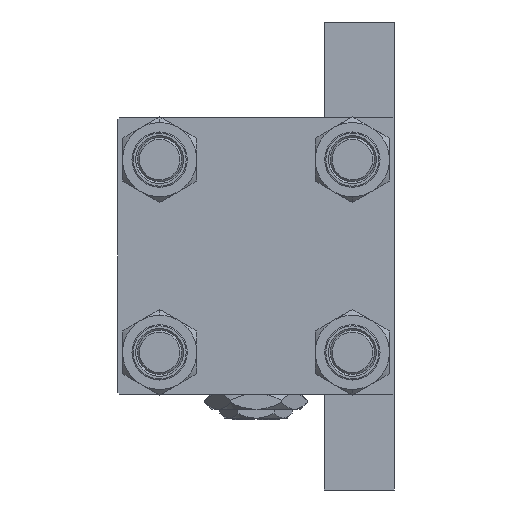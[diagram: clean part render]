
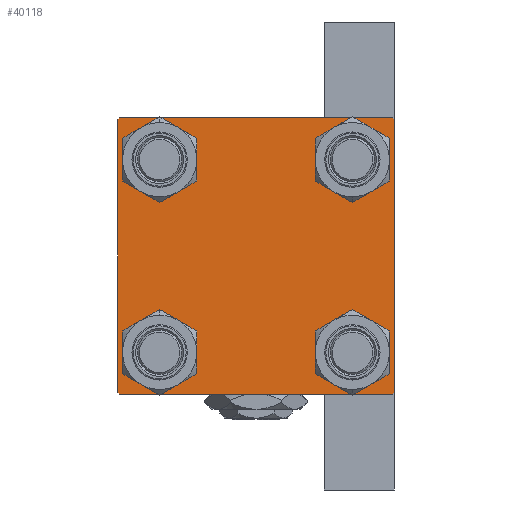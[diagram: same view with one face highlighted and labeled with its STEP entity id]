
A CAD part, left-side view. The second image highlights one B-rep face of the part: STEP entity #40118.
In plain terms, the highlighted planar face has unit normal (-1, 0, 0).
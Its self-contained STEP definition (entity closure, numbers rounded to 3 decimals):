
#133 = EDGE_LOOP ( 'NONE', ( #14227, #3769 ) ) ;
#1105 = CARTESIAN_POINT ( 'NONE',  ( 0., -26.15, -26.15 ) ) ;
#1553 = CIRCLE ( 'NONE', #7985, 6.5 ) ;
#2903 = DIRECTION ( 'NONE',  ( 0., 0., 1. ) ) ;
#3010 = DIRECTION ( 'NONE',  ( 0., 0., 1. ) ) ;
#3244 = LINE ( 'NONE', #14761, #35429 ) ;
#3769 = ORIENTED_EDGE ( 'NONE', *, *, #9227, .T. ) ;
#3985 = DIRECTION ( 'NONE',  ( 0., 0.707, 0.707 ) ) ;
#4611 = DIRECTION ( 'NONE',  ( 0., 0., 1. ) ) ;
#4689 = DIRECTION ( 'NONE',  ( 0., 0., -1. ) ) ;
#4877 = DIRECTION ( 'NONE',  ( 1., 0., 0. ) ) ;
#4932 = CARTESIAN_POINT ( 'NONE',  ( 0., -26.15, 26.15 ) ) ;
#5151 = VERTEX_POINT ( 'NONE', #25900 ) ;
#5178 = DIRECTION ( 'NONE',  ( 0., 0., 1. ) ) ;
#5279 = EDGE_CURVE ( 'NONE', #47856, #47811, #38421, .T. ) ;
#5977 = EDGE_CURVE ( 'NONE', #26714, #5151, #32265, .T. ) ;
#6218 = CARTESIAN_POINT ( 'NONE',  ( 0., 26.15, -26.15 ) ) ;
#6785 = FACE_OUTER_BOUND ( 'NONE', #25578, .T. ) ;
#7258 = DIRECTION ( 'NONE',  ( 0., -0.707, 0.707 ) ) ;
#7325 = VECTOR ( 'NONE', #28274, 1000. ) ;
#7823 = ORIENTED_EDGE ( 'NONE', *, *, #45153, .T. ) ;
#7985 = AXIS2_PLACEMENT_3D ( 'NONE', #33573, #14437, #29816 ) ;
#8053 = EDGE_CURVE ( 'NONE', #47811, #10908, #37405, .T. ) ;
#8386 = EDGE_CURVE ( 'NONE', #26714, #32281, #13151, .T. ) ;
#8510 = LINE ( 'NONE', #38393, #14099 ) ;
#8806 = CARTESIAN_POINT ( 'NONE',  ( 0., -26.15, 32.65 ) ) ;
#9227 = EDGE_CURVE ( 'NONE', #24362, #28282, #23659, .T. ) ;
#10089 = CARTESIAN_POINT ( 'NONE',  ( 0., 37.25, -37.25 ) ) ;
#10230 = EDGE_LOOP ( 'NONE', ( #41836, #18471 ) ) ;
#10534 = FACE_BOUND ( 'NONE', #26226, .T. ) ;
#10908 = VERTEX_POINT ( 'NONE', #15207 ) ;
#11565 = CARTESIAN_POINT ( 'NONE',  ( 0., -37.5, 37. ) ) ;
#11578 = DIRECTION ( 'NONE',  ( 0., 0., 1. ) ) ;
#11734 = LINE ( 'NONE', #10089, #38561 ) ;
#12107 = AXIS2_PLACEMENT_3D ( 'NONE', #14534, #41436, #3010 ) ;
#12557 = ORIENTED_EDGE ( 'NONE', *, *, #17669, .T. ) ;
#12852 = VECTOR ( 'NONE', #46948, 1000. ) ;
#13151 = LINE ( 'NONE', #24750, #7325 ) ;
#13593 = ORIENTED_EDGE ( 'NONE', *, *, #5279, .T. ) ;
#14006 = CARTESIAN_POINT ( 'NONE',  ( 0., 26.15, -32.65 ) ) ;
#14099 = VECTOR ( 'NONE', #3985, 1000. ) ;
#14175 = DIRECTION ( 'NONE',  ( 1., 0., 0. ) ) ;
#14227 = ORIENTED_EDGE ( 'NONE', *, *, #14237, .T. ) ;
#14237 = EDGE_CURVE ( 'NONE', #28282, #24362, #28651, .T. ) ;
#14437 = DIRECTION ( 'NONE',  ( 1., 0., 0. ) ) ;
#14534 = CARTESIAN_POINT ( 'NONE',  ( 0., 0., 0. ) ) ;
#14761 = CARTESIAN_POINT ( 'NONE',  ( 0., -37.5, 37.5 ) ) ;
#15207 = CARTESIAN_POINT ( 'NONE',  ( 0., -37.5, -37. ) ) ;
#15312 = VECTOR ( 'NONE', #7258, 1000. ) ;
#15398 = DIRECTION ( 'NONE',  ( 1., 0., 0. ) ) ;
#15475 = CARTESIAN_POINT ( 'NONE',  ( 0., -26.15, -32.65 ) ) ;
#15917 = VERTEX_POINT ( 'NONE', #38743 ) ;
#16166 = CARTESIAN_POINT ( 'NONE',  ( 0., 26.15, 32.65 ) ) ;
#16240 = VERTEX_POINT ( 'NONE', #46721 ) ;
#17385 = AXIS2_PLACEMENT_3D ( 'NONE', #6218, #40137, #17751 ) ;
#17456 = CARTESIAN_POINT ( 'NONE',  ( 0., -26.15, -19.65 ) ) ;
#17531 = ORIENTED_EDGE ( 'NONE', *, *, #5977, .F. ) ;
#17669 = EDGE_CURVE ( 'NONE', #33324, #5151, #8510, .T. ) ;
#17751 = DIRECTION ( 'NONE',  ( 0., 0., 1. ) ) ;
#18460 = ORIENTED_EDGE ( 'NONE', *, *, #33647, .T. ) ;
#18471 = ORIENTED_EDGE ( 'NONE', *, *, #45303, .T. ) ;
#18691 = CARTESIAN_POINT ( 'NONE',  ( 0., 26.15, -26.15 ) ) ;
#19391 = AXIS2_PLACEMENT_3D ( 'NONE', #39276, #4877, #4611 ) ;
#19805 = VERTEX_POINT ( 'NONE', #49407 ) ;
#21676 = VECTOR ( 'NONE', #4689, 1000. ) ;
#22600 = FACE_BOUND ( 'NONE', #10230, .T. ) ;
#23446 = EDGE_CURVE ( 'NONE', #47961, #19805, #33486, .T. ) ;
#23659 = CIRCLE ( 'NONE', #40498, 6.5 ) ;
#23734 = CARTESIAN_POINT ( 'NONE',  ( 0., -26.15, 19.65 ) ) ;
#23977 = DIRECTION ( 'NONE',  ( 0., -1., 0. ) ) ;
#24362 = VERTEX_POINT ( 'NONE', #15475 ) ;
#24750 = CARTESIAN_POINT ( 'NONE',  ( 0., 37.25, 37.25 ) ) ;
#25437 = DIRECTION ( 'NONE',  ( 0., -0.707, -0.707 ) ) ;
#25578 = EDGE_LOOP ( 'NONE', ( #18460, #44967, #13593, #28989, #44184, #12557, #17531, #38570 ) ) ;
#25810 = CARTESIAN_POINT ( 'NONE',  ( 0., -26.15, 26.15 ) ) ;
#25900 = CARTESIAN_POINT ( 'NONE',  ( 0., -37., 37.5 ) ) ;
#26226 = EDGE_LOOP ( 'NONE', ( #7823, #26389 ) ) ;
#26389 = ORIENTED_EDGE ( 'NONE', *, *, #41153, .T. ) ;
#26394 = AXIS2_PLACEMENT_3D ( 'NONE', #18691, #14175, #2903 ) ;
#26657 = CARTESIAN_POINT ( 'NONE',  ( 0., -37., -37.5 ) ) ;
#26714 = VERTEX_POINT ( 'NONE', #45749 ) ;
#26991 = DIRECTION ( 'NONE',  ( 0., 0., 1. ) ) ;
#27168 = CIRCLE ( 'NONE', #26394, 6.5 ) ;
#28274 = DIRECTION ( 'NONE',  ( 0., 0.707, -0.707 ) ) ;
#28282 = VERTEX_POINT ( 'NONE', #17456 ) ;
#28651 = CIRCLE ( 'NONE', #43880, 6.5 ) ;
#28989 = ORIENTED_EDGE ( 'NONE', *, *, #8053, .T. ) ;
#29162 = FACE_BOUND ( 'NONE', #133, .T. ) ;
#29721 = VECTOR ( 'NONE', #23977, 1000. ) ;
#29816 = DIRECTION ( 'NONE',  ( 0., 0., 1. ) ) ;
#30140 = EDGE_LOOP ( 'NONE', ( #47470, #43352 ) ) ;
#30546 = EDGE_CURVE ( 'NONE', #19805, #47961, #27168, .T. ) ;
#31519 = EDGE_CURVE ( 'NONE', #35876, #15917, #1553, .T. ) ;
#31656 = CARTESIAN_POINT ( 'NONE',  ( 0., 37.5, -37.5 ) ) ;
#32024 = CARTESIAN_POINT ( 'NONE',  ( 0., 37.5, 37.5 ) ) ;
#32265 = LINE ( 'NONE', #32024, #29721 ) ;
#32281 = VERTEX_POINT ( 'NONE', #34145 ) ;
#33095 = DIRECTION ( 'NONE',  ( 0., 0., 1. ) ) ;
#33324 = VERTEX_POINT ( 'NONE', #11565 ) ;
#33486 = CIRCLE ( 'NONE', #17385, 6.5 ) ;
#33573 = CARTESIAN_POINT ( 'NONE',  ( 0., 26.15, 26.15 ) ) ;
#33647 = EDGE_CURVE ( 'NONE', #32281, #16240, #48725, .T. ) ;
#34145 = CARTESIAN_POINT ( 'NONE',  ( 0., 37.5, 37. ) ) ;
#34228 = CARTESIAN_POINT ( 'NONE',  ( 0., -26.15, -26.15 ) ) ;
#35429 = VECTOR ( 'NONE', #45426, 1000. ) ;
#35843 = VERTEX_POINT ( 'NONE', #23734 ) ;
#35876 = VERTEX_POINT ( 'NONE', #16166 ) ;
#36714 = VERTEX_POINT ( 'NONE', #8806 ) ;
#36856 = DIRECTION ( 'NONE',  ( 1., 0., 0. ) ) ;
#37405 = LINE ( 'NONE', #41664, #15312 ) ;
#37427 = PLANE ( 'NONE',  #12107 ) ;
#37703 = CARTESIAN_POINT ( 'NONE',  ( 0., 37., -37.5 ) ) ;
#38393 = CARTESIAN_POINT ( 'NONE',  ( 0., -37.25, 37.25 ) ) ;
#38421 = LINE ( 'NONE', #31656, #12852 ) ;
#38561 = VECTOR ( 'NONE', #25437, 1000. ) ;
#38570 = ORIENTED_EDGE ( 'NONE', *, *, #8386, .T. ) ;
#38608 = CARTESIAN_POINT ( 'NONE',  ( 0., 37.5, 37.5 ) ) ;
#38743 = CARTESIAN_POINT ( 'NONE',  ( 0., 26.15, 19.65 ) ) ;
#39048 = EDGE_CURVE ( 'NONE', #16240, #47856, #11734, .T. ) ;
#39276 = CARTESIAN_POINT ( 'NONE',  ( 0., 26.15, 26.15 ) ) ;
#40118 = ADVANCED_FACE ( 'NONE', ( #10534, #29162, #45200, #22600, #6785 ), #37427, .T. ) ;
#40137 = DIRECTION ( 'NONE',  ( 1., 0., 0. ) ) ;
#40241 = CIRCLE ( 'NONE', #45857, 6.5 ) ;
#40498 = AXIS2_PLACEMENT_3D ( 'NONE', #34228, #49531, #11578 ) ;
#40725 = EDGE_CURVE ( 'NONE', #33324, #10908, #3244, .T. ) ;
#41153 = EDGE_CURVE ( 'NONE', #35843, #36714, #40241, .T. ) ;
#41436 = DIRECTION ( 'NONE',  ( -1., 0., 0. ) ) ;
#41664 = CARTESIAN_POINT ( 'NONE',  ( 0., -37.25, -37.25 ) ) ;
#41836 = ORIENTED_EDGE ( 'NONE', *, *, #31519, .T. ) ;
#42692 = AXIS2_PLACEMENT_3D ( 'NONE', #4932, #47113, #5178 ) ;
#43352 = ORIENTED_EDGE ( 'NONE', *, *, #23446, .T. ) ;
#43880 = AXIS2_PLACEMENT_3D ( 'NONE', #1105, #15398, #26991 ) ;
#44184 = ORIENTED_EDGE ( 'NONE', *, *, #40725, .F. ) ;
#44967 = ORIENTED_EDGE ( 'NONE', *, *, #39048, .T. ) ;
#45153 = EDGE_CURVE ( 'NONE', #36714, #35843, #48274, .T. ) ;
#45200 = FACE_BOUND ( 'NONE', #30140, .T. ) ;
#45303 = EDGE_CURVE ( 'NONE', #15917, #35876, #45866, .T. ) ;
#45426 = DIRECTION ( 'NONE',  ( 0., 0., -1. ) ) ;
#45749 = CARTESIAN_POINT ( 'NONE',  ( 0., 37., 37.5 ) ) ;
#45857 = AXIS2_PLACEMENT_3D ( 'NONE', #25810, #36856, #33095 ) ;
#45866 = CIRCLE ( 'NONE', #19391, 6.5 ) ;
#46721 = CARTESIAN_POINT ( 'NONE',  ( 0., 37.5, -37. ) ) ;
#46948 = DIRECTION ( 'NONE',  ( 0., -1., 0. ) ) ;
#47113 = DIRECTION ( 'NONE',  ( 1., 0., 0. ) ) ;
#47470 = ORIENTED_EDGE ( 'NONE', *, *, #30546, .T. ) ;
#47811 = VERTEX_POINT ( 'NONE', #26657 ) ;
#47856 = VERTEX_POINT ( 'NONE', #37703 ) ;
#47961 = VERTEX_POINT ( 'NONE', #14006 ) ;
#48274 = CIRCLE ( 'NONE', #42692, 6.5 ) ;
#48725 = LINE ( 'NONE', #38608, #21676 ) ;
#49407 = CARTESIAN_POINT ( 'NONE',  ( 0., 26.15, -19.65 ) ) ;
#49531 = DIRECTION ( 'NONE',  ( 1., 0., 0. ) ) ;
